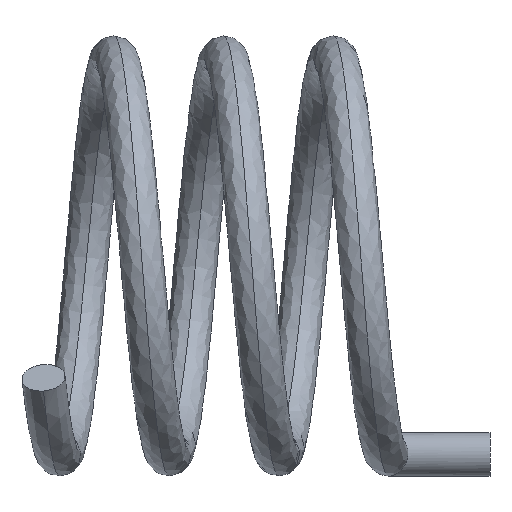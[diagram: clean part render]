
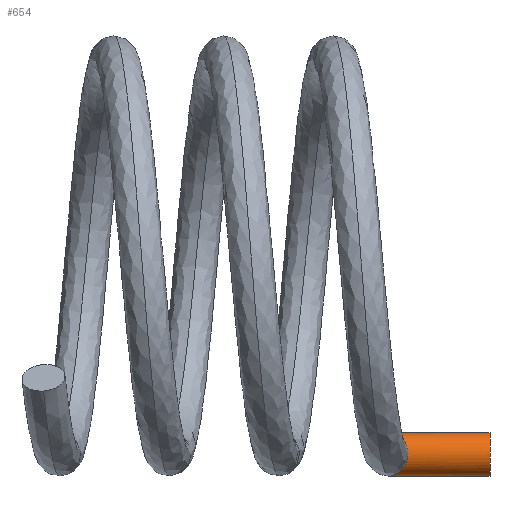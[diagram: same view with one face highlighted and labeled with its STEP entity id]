
A CAD part, left-side view. The second image highlights one B-rep face of the part: STEP entity #654.
In plain terms, the highlighted cylindrical face has radius 0.5 mm (diameter 1 mm), a partial arc.
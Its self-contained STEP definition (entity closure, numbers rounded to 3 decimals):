
#3 = CARTESIAN_POINT ( 'NONE',  ( -0.176, -0.169, -4.132 ) ) ;
#10 = EDGE_CURVE ( 'NONE', #343, #1210, #1072, .T. ) ;
#12 = VECTOR ( 'NONE', #1011, 1000. ) ;
#18 = CARTESIAN_POINT ( 'NONE',  ( -0.25, -0.239, -4.167 ) ) ;
#33 = ORIENTED_EDGE ( 'NONE', *, *, #1451, .F. ) ;
#37 = CARTESIAN_POINT ( 'NONE',  ( 0., 0., -4.1 ) ) ;
#105 = CARTESIAN_POINT ( 'NONE',  ( -0.226, -0.198, -5.047 ) ) ;
#120 = CARTESIAN_POINT ( 'NONE',  ( -0.282, -0.269, -4.187 ) ) ;
#123 = CARTESIAN_POINT ( 'NONE',  ( -0.481, -0.446, -4.462 ) ) ;
#190 = CARTESIAN_POINT ( 'NONE',  ( 0., -2.36, -5.1 ) ) ;
#212 = CARTESIAN_POINT ( 'NONE',  ( -0.494, -0.449, -4.673 ) ) ;
#231 = CARTESIAN_POINT ( 'NONE',  ( -0.45, -0.421, -4.381 ) ) ;
#243 = CARTESIAN_POINT ( 'NONE',  ( -0.354, -0.336, -4.247 ) ) ;
#260 = VECTOR ( 'NONE', #296, 1000. ) ;
#280 = VERTEX_POINT ( 'NONE', #1425 ) ;
#296 = DIRECTION ( 'NONE',  ( 0., 1., 0. ) ) ;
#313 = ORIENTED_EDGE ( 'NONE', *, *, #464, .T. ) ;
#323 = CARTESIAN_POINT ( 'NONE',  ( -0.5, -0.457, -4.609 ) ) ;
#327 = FACE_OUTER_BOUND ( 'NONE', #894, .T. ) ;
#332 = CARTESIAN_POINT ( 'NONE',  ( -0.301, -0.287, -4.201 ) ) ;
#343 = VERTEX_POINT ( 'NONE', #1188 ) ;
#344 = CARTESIAN_POINT ( 'NONE',  ( -0.372, -0.353, -4.266 ) ) ;
#423 = EDGE_CURVE ( 'NONE', #343, #1035, #1225, .T. ) ;
#440 = CARTESIAN_POINT ( 'NONE',  ( 0., 0., -5.1 ) ) ;
#446 = AXIS2_PLACEMENT_3D ( 'NONE', #533, #1084, #632 ) ;
#448 = CARTESIAN_POINT ( 'NONE',  ( -0.19, -0.182, -4.137 ) ) ;
#455 = CARTESIAN_POINT ( 'NONE',  ( -0.5, -0.459, -4.556 ) ) ;
#464 = EDGE_CURVE ( 'NONE', #1210, #280, #951, .T. ) ;
#466 = CARTESIAN_POINT ( 'NONE',  ( -0.323, -0.307, -4.218 ) ) ;
#473 = CARTESIAN_POINT ( 'NONE',  ( -0.167, -0.161, -4.129 ) ) ;
#533 = CARTESIAN_POINT ( 'NONE',  ( 0., -2.36, -4.6 ) ) ;
#545 = CARTESIAN_POINT ( 'NONE',  ( -0.05, -0.043, -5.098 ) ) ;
#549 = CARTESIAN_POINT ( 'NONE',  ( -0.279, -0.245, -5.015 ) ) ;
#550 = CARTESIAN_POINT ( 'NONE',  ( 0., 0., -5.1 ) ) ;
#554 = CARTESIAN_POINT ( 'NONE',  ( 0., -2.36, -4.1 ) ) ;
#557 = CARTESIAN_POINT ( 'NONE',  ( -0.265, -0.233, -5.024 ) ) ;
#570 = CARTESIAN_POINT ( 'NONE',  ( -0.454, -0.425, -4.391 ) ) ;
#573 = CARTESIAN_POINT ( 'NONE',  ( -0.475, -0.442, -4.444 ) ) ;
#583 = CARTESIAN_POINT ( 'NONE',  ( -0.253, -0.242, -4.169 ) ) ;
#632 = DIRECTION ( 'NONE',  ( 0., 0., 1. ) ) ;
#654 = ADVANCED_FACE ( 'NONE', ( #327 ), #1173, .T. ) ;
#668 = CARTESIAN_POINT ( 'NONE',  ( -0.144, -0.125, -5.079 ) ) ;
#684 = CARTESIAN_POINT ( 'NONE',  ( -0.334, -0.318, -4.228 ) ) ;
#687 = CARTESIAN_POINT ( 'NONE',  ( -0.184, -0.176, -4.135 ) ) ;
#691 = CARTESIAN_POINT ( 'NONE',  ( -0.328, -0.312, -4.222 ) ) ;
#783 = CARTESIAN_POINT ( 'NONE',  ( -0.165, -0.144, -5.072 ) ) ;
#792 = CARTESIAN_POINT ( 'NONE',  ( -0.312, -0.297, -4.209 ) ) ;
#800 = DIRECTION ( 'NONE',  ( 0., 1., 0. ) ) ;
#801 = CARTESIAN_POINT ( 'NONE',  ( -0.5, -0.457, -4.604 ) ) ;
#813 = CARTESIAN_POINT ( 'NONE',  ( -0.099, -0.096, -4.105 ) ) ;
#885 = CARTESIAN_POINT ( 'NONE',  ( -0.485, -0.439, -4.723 ) ) ;
#889 = CARTESIAN_POINT ( 'NONE',  ( -0.324, -0.285, -4.981 ) ) ;
#894 = EDGE_LOOP ( 'NONE', ( #1133, #1426, #313, #33 ) ) ;
#903 = CARTESIAN_POINT ( 'NONE',  ( -0.415, -0.391, -4.32 ) ) ;
#914 = CARTESIAN_POINT ( 'NONE',  ( -0.465, -0.434, -4.417 ) ) ;
#936 = CARTESIAN_POINT ( 'NONE',  ( -0.169, -0.162, -4.129 ) ) ;
#951 = LINE ( 'NONE', #1325, #12 ) ;
#997 = CARTESIAN_POINT ( 'NONE',  ( -0.156, -0.136, -5.075 ) ) ;
#1002 = CARTESIAN_POINT ( 'NONE',  ( -0.497, -0.452, -4.657 ) ) ;
#1006 = CARTESIAN_POINT ( 'NONE',  ( -0.475, -0.429, -4.757 ) ) ;
#1010 = CARTESIAN_POINT ( 'NONE',  ( -0.39, -0.344, -4.924 ) ) ;
#1011 = DIRECTION ( 'NONE',  ( 0., 1., 0. ) ) ;
#1020 = CARTESIAN_POINT ( 'NONE',  ( -0.344, -0.327, -4.237 ) ) ;
#1026 = CARTESIAN_POINT ( 'NONE',  ( -0.462, -0.431, -4.409 ) ) ;
#1035 = VERTEX_POINT ( 'NONE', #550 ) ;
#1072 = CIRCLE ( 'NONE', #446, 0.5 ) ;
#1079 = B_SPLINE_CURVE_WITH_KNOTS ( 'NONE', 3,
 ( #440, #1223, #545, #1334, #1460, #1215, #668, #997, #783, #1343, #1102, #105, #557, #549, #1338, #1330, #1448, #889, #1010, #1113, #1006, #885, #212, #1002, #1106, #1219, #323, #801, #455, #1239, #123, #573, #914, #1026, #570, #231, #1134, #903, #1353, #344, #243, #1020, #684, #691, #466, #792, #332, #120, #1249, #1363, #583, #18, #1118, #1350, #448, #687, #3, #1277, #936, #1272, #473, #813, #1255, #37 ),
 .UNSPECIFIED., .F., .F.,
 ( 4, 2, 2, 1, 2, 2, 2, 2, 2, 2, 2, 2, 2, 2, 2, 2, 2, 2, 2, 2, 2, 1, 2, 2, 2, 1, 2, 2, 2, 2, 1, 2, 2, 4 ),
 ( 0., 0.062, 0.094, 0.109, 0.117, 0.125, 0.187, 0.219, 0.234, 0.25, 0.375, 0.437, 0.469, 0.484, 0.5, 0.562, 0.594, 0.609, 0.625, 0.687, 0.719, 0.734, 0.742, 0.75, 0.781, 0.797, 0.805, 0.812, 0.844, 0.859, 0.867, 0.871, 0.875, 1. ),
 .UNSPECIFIED. ) ;
#1084 = DIRECTION ( 'NONE',  ( 0., 1., 0. ) ) ;
#1102 = CARTESIAN_POINT ( 'NONE',  ( -0.199, -0.174, -5.059 ) ) ;
#1106 = CARTESIAN_POINT ( 'NONE',  ( -0.499, -0.455, -4.633 ) ) ;
#1108 = CARTESIAN_POINT ( 'NONE',  ( 0., -2.36, -4.6 ) ) ;
#1113 = CARTESIAN_POINT ( 'NONE',  ( -0.434, -0.387, -4.859 ) ) ;
#1118 = CARTESIAN_POINT ( 'NONE',  ( -0.226, -0.216, -4.153 ) ) ;
#1132 = DIRECTION ( 'NONE',  ( 0., 0., 1. ) ) ;
#1133 = ORIENTED_EDGE ( 'NONE', *, *, #423, .F. ) ;
#1134 = CARTESIAN_POINT ( 'NONE',  ( -0.433, -0.406, -4.347 ) ) ;
#1173 = CYLINDRICAL_SURFACE ( 'NONE', #1379, 0.5 ) ;
#1188 = CARTESIAN_POINT ( 'NONE',  ( 0., -2.36, -5.1 ) ) ;
#1210 = VERTEX_POINT ( 'NONE', #554 ) ;
#1215 = CARTESIAN_POINT ( 'NONE',  ( -0.132, -0.115, -5.082 ) ) ;
#1219 = CARTESIAN_POINT ( 'NONE',  ( -0.499, -0.456, -4.625 ) ) ;
#1223 = CARTESIAN_POINT ( 'NONE',  ( -0.023, -0.02, -5.1 ) ) ;
#1225 = LINE ( 'NONE', #190, #260 ) ;
#1239 = CARTESIAN_POINT ( 'NONE',  ( -0.495, -0.456, -4.518 ) ) ;
#1249 = CARTESIAN_POINT ( 'NONE',  ( -0.272, -0.26, -4.18 ) ) ;
#1255 = CARTESIAN_POINT ( 'NONE',  ( -0.045, -0.043, -4.1 ) ) ;
#1272 = CARTESIAN_POINT ( 'NONE',  ( -0.167, -0.16, -4.129 ) ) ;
#1277 = CARTESIAN_POINT ( 'NONE',  ( -0.172, -0.165, -4.131 ) ) ;
#1325 = CARTESIAN_POINT ( 'NONE',  ( 0., -2.36, -4.1 ) ) ;
#1330 = CARTESIAN_POINT ( 'NONE',  ( -0.305, -0.269, -4.996 ) ) ;
#1334 = CARTESIAN_POINT ( 'NONE',  ( -0.093, -0.081, -5.092 ) ) ;
#1338 = CARTESIAN_POINT ( 'NONE',  ( -0.298, -0.263, -5.001 ) ) ;
#1343 = CARTESIAN_POINT ( 'NONE',  ( -0.17, -0.148, -5.07 ) ) ;
#1350 = CARTESIAN_POINT ( 'NONE',  ( -0.21, -0.201, -4.146 ) ) ;
#1353 = CARTESIAN_POINT ( 'NONE',  ( -0.384, -0.363, -4.279 ) ) ;
#1363 = CARTESIAN_POINT ( 'NONE',  ( -0.261, -0.249, -4.173 ) ) ;
#1379 = AXIS2_PLACEMENT_3D ( 'NONE', #1108, #800, #1132 ) ;
#1425 = CARTESIAN_POINT ( 'NONE',  ( 0., 0., -4.1 ) ) ;
#1426 = ORIENTED_EDGE ( 'NONE', *, *, #10, .T. ) ;
#1448 = CARTESIAN_POINT ( 'NONE',  ( -0.318, -0.28, -4.986 ) ) ;
#1451 = EDGE_CURVE ( 'NONE', #1035, #280, #1079, .T. ) ;
#1460 = CARTESIAN_POINT ( 'NONE',  ( -0.108, -0.094, -5.088 ) ) ;
